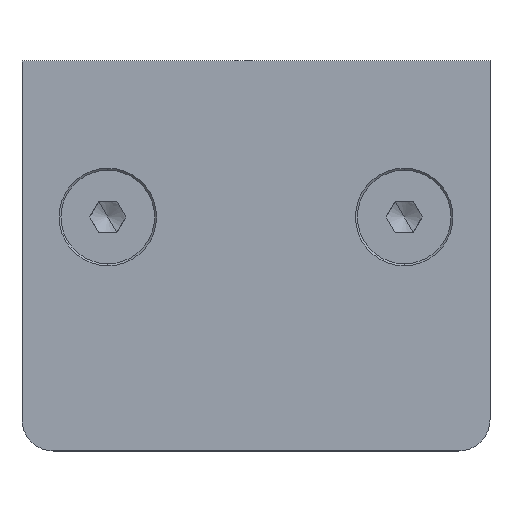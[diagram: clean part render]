
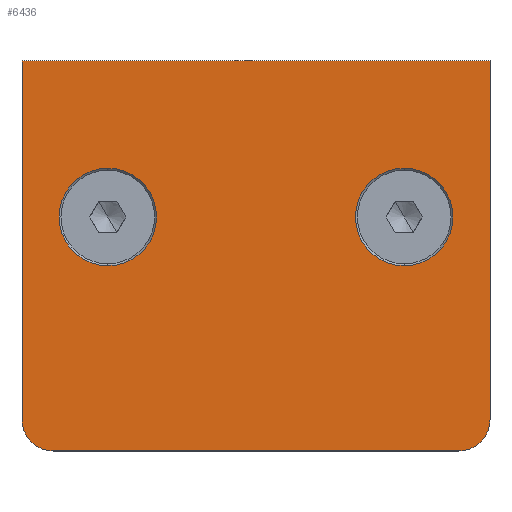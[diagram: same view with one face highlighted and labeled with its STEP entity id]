
A CAD part, front view. The second image highlights one B-rep face of the part: STEP entity #6436.
In plain terms, the highlighted face is planar.
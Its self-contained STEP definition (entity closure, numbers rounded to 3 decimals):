
#57 = DIRECTION ( 'NONE',  ( 1., 0., 0. ) ) ;
#93 = EDGE_LOOP ( 'NONE', ( #10876, #955 ) ) ;
#179 = CARTESIAN_POINT ( 'NONE',  ( 30., 3., 20. ) ) ;
#326 = DIRECTION ( 'NONE',  ( -1., 0., 0. ) ) ;
#447 = DIRECTION ( 'NONE',  ( -1., 0., 0. ) ) ;
#545 = CARTESIAN_POINT ( 'NONE',  ( 19., 3., 6.25 ) ) ;
#744 = CARTESIAN_POINT ( 'NONE',  ( 19., 3., 0. ) ) ;
#825 = VERTEX_POINT ( 'NONE', #5644 ) ;
#919 = AXIS2_PLACEMENT_3D ( 'NONE', #8750, #6605, #3730 ) ;
#955 = ORIENTED_EDGE ( 'NONE', *, *, #4024, .T. ) ;
#1088 = CARTESIAN_POINT ( 'NONE',  ( 19., 3., -6.25 ) ) ;
#1764 = VERTEX_POINT ( 'NONE', #13211 ) ;
#1913 = DIRECTION ( 'NONE',  ( 0., 1., 0. ) ) ;
#2025 = EDGE_CURVE ( 'NONE', #6550, #1764, #5863, .T. ) ;
#2245 = CIRCLE ( 'NONE', #12511, 6.25 ) ;
#2619 = VECTOR ( 'NONE', #9506, 1000. ) ;
#2627 = EDGE_CURVE ( 'NONE', #8779, #8164, #3427, .T. ) ;
#2694 = AXIS2_PLACEMENT_3D ( 'NONE', #10914, #9920, #6031 ) ;
#2700 = DIRECTION ( 'NONE',  ( -1., 0., 0. ) ) ;
#3002 = DIRECTION ( 'NONE',  ( -1., 0., 0. ) ) ;
#3427 = CIRCLE ( 'NONE', #11766, 6.25 ) ;
#3730 = DIRECTION ( 'NONE',  ( -1., 0., 0. ) ) ;
#3746 = EDGE_CURVE ( 'NONE', #825, #9889, #2245, .T. ) ;
#3754 = CIRCLE ( 'NONE', #11221, 6.25 ) ;
#3967 = ORIENTED_EDGE ( 'NONE', *, *, #5555, .T. ) ;
#4024 = EDGE_CURVE ( 'NONE', #8164, #8779, #3754, .T. ) ;
#4204 = VERTEX_POINT ( 'NONE', #179 ) ;
#4319 = VERTEX_POINT ( 'NONE', #4523 ) ;
#4440 = EDGE_LOOP ( 'NONE', ( #8395, #3967 ) ) ;
#4479 = CARTESIAN_POINT ( 'NONE',  ( -19., 3., -6.25 ) ) ;
#4523 = CARTESIAN_POINT ( 'NONE',  ( -26., 3., -30. ) ) ;
#4554 = EDGE_CURVE ( 'NONE', #4319, #6550, #6247, .T. ) ;
#4577 = VERTEX_POINT ( 'NONE', #5175 ) ;
#4606 = DIRECTION ( 'NONE',  ( 0., -1., 0. ) ) ;
#4895 = DIRECTION ( 'NONE',  ( 0., -1., 0. ) ) ;
#4996 = CARTESIAN_POINT ( 'NONE',  ( 30., 3., -26. ) ) ;
#5159 = EDGE_CURVE ( 'NONE', #4204, #11169, #9570, .T. ) ;
#5175 = CARTESIAN_POINT ( 'NONE',  ( 26., 3., -30. ) ) ;
#5264 = CARTESIAN_POINT ( 'NONE',  ( 26., 3., -26. ) ) ;
#5399 = CARTESIAN_POINT ( 'NONE',  ( 19., 3., 0. ) ) ;
#5428 = CARTESIAN_POINT ( 'NONE',  ( 30., 3., 26. ) ) ;
#5555 = EDGE_CURVE ( 'NONE', #9889, #825, #10961, .T. ) ;
#5590 = ORIENTED_EDGE ( 'NONE', *, *, #12047, .T. ) ;
#5594 = CARTESIAN_POINT ( 'NONE',  ( -26., 3., 20. ) ) ;
#5644 = CARTESIAN_POINT ( 'NONE',  ( -19., 3., 6.25 ) ) ;
#5863 = LINE ( 'NONE', #11891, #10749 ) ;
#6031 = DIRECTION ( 'NONE',  ( 0., 0., 1. ) ) ;
#6247 = CIRCLE ( 'NONE', #12865, 4. ) ;
#6292 = ORIENTED_EDGE ( 'NONE', *, *, #2025, .T. ) ;
#6436 = ADVANCED_FACE ( 'NONE', ( #8053, #11107, #8783 ), #7856, .T. ) ;
#6550 = VERTEX_POINT ( 'NONE', #12317 ) ;
#6605 = DIRECTION ( 'NONE',  ( 0., -1., 0. ) ) ;
#6888 = VECTOR ( 'NONE', #447, 1000. ) ;
#7136 = AXIS2_PLACEMENT_3D ( 'NONE', #5264, #9222, #57 ) ;
#7710 = LINE ( 'NONE', #11786, #7749 ) ;
#7749 = VECTOR ( 'NONE', #2700, 1000. ) ;
#7856 = PLANE ( 'NONE',  #2694 ) ;
#8053 = FACE_OUTER_BOUND ( 'NONE', #13016, .T. ) ;
#8164 = VERTEX_POINT ( 'NONE', #1088 ) ;
#8288 = ORIENTED_EDGE ( 'NONE', *, *, #12496, .F. ) ;
#8395 = ORIENTED_EDGE ( 'NONE', *, *, #3746, .T. ) ;
#8750 = CARTESIAN_POINT ( 'NONE',  ( -19., 3., 0. ) ) ;
#8779 = VERTEX_POINT ( 'NONE', #545 ) ;
#8783 = FACE_BOUND ( 'NONE', #4440, .T. ) ;
#8897 = DIRECTION ( 'NONE',  ( 0., -1., 0. ) ) ;
#9106 = CARTESIAN_POINT ( 'NONE',  ( -19., 3., 0. ) ) ;
#9114 = ORIENTED_EDGE ( 'NONE', *, *, #13002, .T. ) ;
#9222 = DIRECTION ( 'NONE',  ( 0., 1., 0. ) ) ;
#9506 = DIRECTION ( 'NONE',  ( 0., 0., -1. ) ) ;
#9570 = LINE ( 'NONE', #5428, #2619 ) ;
#9889 = VERTEX_POINT ( 'NONE', #4479 ) ;
#9920 = DIRECTION ( 'NONE',  ( 0., 1., 0. ) ) ;
#10141 = DIRECTION ( 'NONE',  ( 1., 0., 0. ) ) ;
#10604 = ORIENTED_EDGE ( 'NONE', *, *, #4554, .T. ) ;
#10749 = VECTOR ( 'NONE', #10813, 1000. ) ;
#10813 = DIRECTION ( 'NONE',  ( 0., 0., 1. ) ) ;
#10876 = ORIENTED_EDGE ( 'NONE', *, *, #2627, .T. ) ;
#10914 = CARTESIAN_POINT ( 'NONE',  ( -26., 3., 26. ) ) ;
#10961 = CIRCLE ( 'NONE', #919, 6.25 ) ;
#11073 = CARTESIAN_POINT ( 'NONE',  ( -26., 3., -26. ) ) ;
#11107 = FACE_BOUND ( 'NONE', #93, .T. ) ;
#11169 = VERTEX_POINT ( 'NONE', #4996 ) ;
#11221 = AXIS2_PLACEMENT_3D ( 'NONE', #744, #8897, #13173 ) ;
#11404 = CIRCLE ( 'NONE', #7136, 4. ) ;
#11766 = AXIS2_PLACEMENT_3D ( 'NONE', #5399, #4606, #326 ) ;
#11786 = CARTESIAN_POINT ( 'NONE',  ( 26., 3., -30. ) ) ;
#11891 = CARTESIAN_POINT ( 'NONE',  ( -30., 3., -26. ) ) ;
#12047 = EDGE_CURVE ( 'NONE', #11169, #4577, #11404, .T. ) ;
#12317 = CARTESIAN_POINT ( 'NONE',  ( -30., 3., -26. ) ) ;
#12496 = EDGE_CURVE ( 'NONE', #4204, #1764, #12619, .T. ) ;
#12511 = AXIS2_PLACEMENT_3D ( 'NONE', #9106, #4895, #3002 ) ;
#12619 = LINE ( 'NONE', #5594, #6888 ) ;
#12740 = ORIENTED_EDGE ( 'NONE', *, *, #5159, .T. ) ;
#12865 = AXIS2_PLACEMENT_3D ( 'NONE', #11073, #1913, #10141 ) ;
#13002 = EDGE_CURVE ( 'NONE', #4577, #4319, #7710, .T. ) ;
#13016 = EDGE_LOOP ( 'NONE', ( #6292, #8288, #12740, #5590, #9114, #10604 ) ) ;
#13173 = DIRECTION ( 'NONE',  ( -1., 0., 0. ) ) ;
#13211 = CARTESIAN_POINT ( 'NONE',  ( -30., 3., 20. ) ) ;
